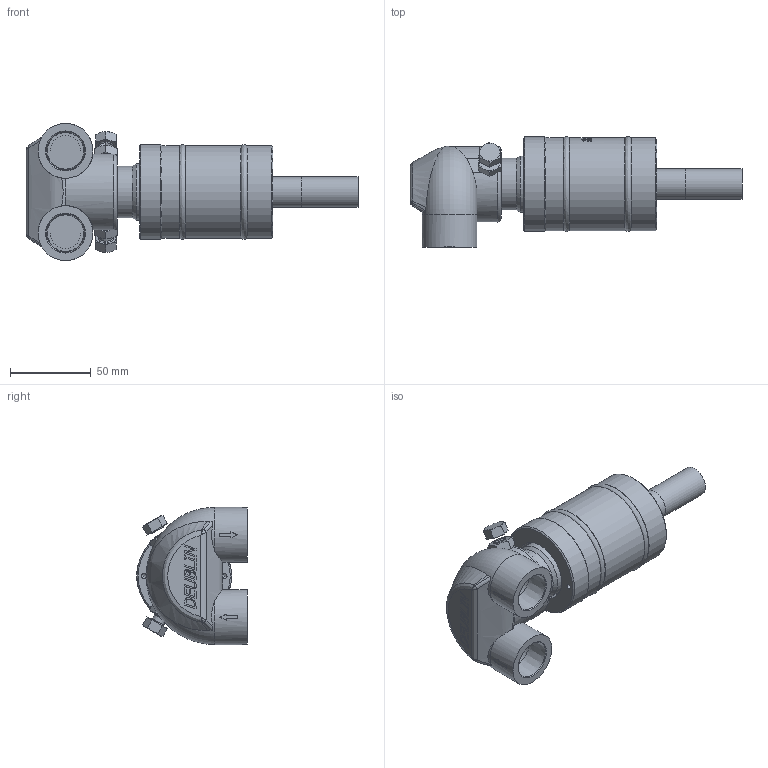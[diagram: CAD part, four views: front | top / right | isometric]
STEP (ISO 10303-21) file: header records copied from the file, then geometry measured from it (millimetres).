
FILE_DESCRIPTION(/* description */ (''),/* implementation_level */ '2;1');
FILE_NAME(/* name */ '2425-005-283494-IC.stp',/* time_stamp */ '2020-05-19T09:22:14-05:00',/* author */ ('GALINDOLM'),/* organization */ (''),/* preprocessor_version */ 'ST-DEVELOPER v18',/* originating_system */ 'Autodesk Inventor 2020',/* authorisation */ '');
FILE_SCHEMA (('AUTOMOTIVE_DESIGN { 1 0 10303 214 3 1 1 }'));
Length unit declared in the file: millimetre
Products named in the file (1): 2425-005-283494-IC
Bounding box: 205.7 x 68.38 x 85 mm (x, y, z)
Volume: 328182.6 mm3; surface area: 76093.9 mm2
Topology: 3 solids, 3 shells, 704 faces, 1820 edges, 1196 vertices
Faces by surface type: plane 283, bspline 278, cylinder 87, cone 49, torus 7
Full cylindrical faces by diameter (mm): 2.362 x2, 3 x2, 7.938 x2, 17.25 x1, 18.96 x1, 19.05 x1, 22.631 x2, 25 x2, 31.98 x1, 32.03 x1, 34 x2, 34.87 x1, 37.8 x1, 50.9 x1, 52.25 x4, 53.9 x1, 57.5 x3, 58.67 x1
Entity records: 31030 total; most frequent: CARTESIAN_POINT 14859, ORIENTED_EDGE 3632, DIRECTION 2635, EDGE_CURVE 1816, VERTEX_POINT 1196, AXIS2_PLACEMENT_3D 925, EDGE_LOOP 788, LINE 785
